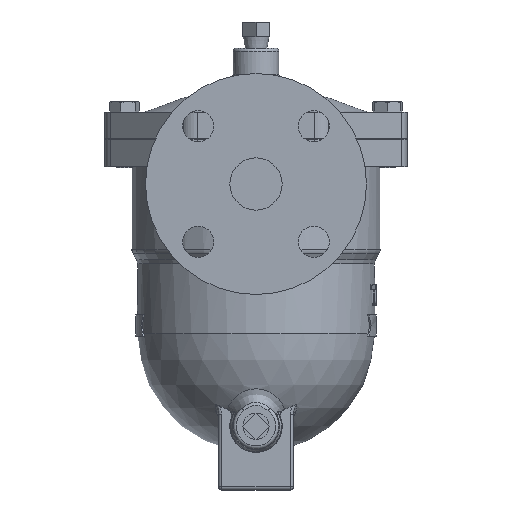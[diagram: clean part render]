
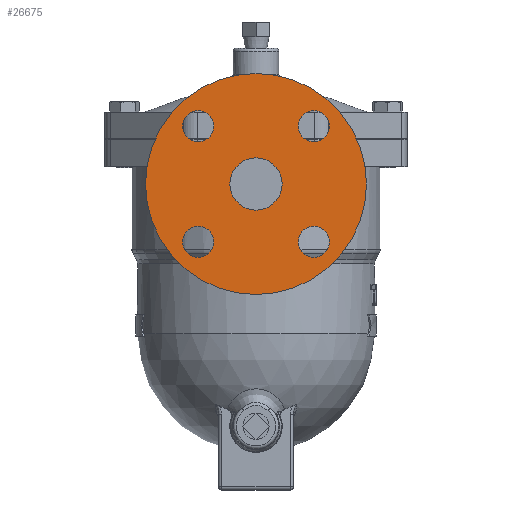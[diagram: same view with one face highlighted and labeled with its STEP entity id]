
A CAD part, left-side view. The second image highlights one B-rep face of the part: STEP entity #26675.
In plain terms, the highlighted planar face has unit normal (-1, 0, 0).
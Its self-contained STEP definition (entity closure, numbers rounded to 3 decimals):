
#25165=CARTESIAN_POINT('',(-130.0,0.,-43.5));
#25166=VERTEX_POINT('',#25165);
#25167=CARTESIAN_POINT('',(-130.0,0.0,-27.5));
#25168=DIRECTION('',(1.0,0.0,0.0));
#25169=DIRECTION('',(0.0,0.0,1.0));
#25170=AXIS2_PLACEMENT_3D('',#25167,#25168,#25169);
#25171=CIRCLE('',#25170,16.0);
#25172=EDGE_CURVE('',#25166,#25166,#25171,.T.);
#25194=CARTESIAN_POINT('',(-130.0,-25.855,7.855));
#25195=VERTEX_POINT('',#25194);
#25196=CARTESIAN_POINT('',(-130.0,-35.355,7.855));
#25197=DIRECTION('',(1.0,0.0,0.0));
#25198=DIRECTION('',(0.0,1.0,0.0));
#25199=AXIS2_PLACEMENT_3D('',#25196,#25197,#25198);
#25200=CIRCLE('',#25199,9.5);
#25201=EDGE_CURVE('',#25195,#25195,#25200,.T.);
#25214=CARTESIAN_POINT('',(-130.,-35.355,-53.355));
#25215=VERTEX_POINT('',#25214);
#25216=CARTESIAN_POINT('',(-130.0,-35.355,-62.855));
#25217=DIRECTION('',(1.0,0.0,0.0));
#25218=DIRECTION('',(0.0,0.0,1.0));
#25219=AXIS2_PLACEMENT_3D('',#25216,#25217,#25218);
#25220=CIRCLE('',#25219,9.5);
#25221=EDGE_CURVE('',#25215,#25215,#25220,.T.);
#25234=CARTESIAN_POINT('',(-130.,25.855,-62.855));
#25235=VERTEX_POINT('',#25234);
#25236=CARTESIAN_POINT('',(-130.0,35.355,-62.855));
#25237=DIRECTION('',(1.0,0.0,0.0));
#25238=DIRECTION('',(0.0,-1.0,0.0));
#25239=AXIS2_PLACEMENT_3D('',#25236,#25237,#25238);
#25240=CIRCLE('',#25239,9.5);
#25241=EDGE_CURVE('',#25235,#25235,#25240,.T.);
#25254=CARTESIAN_POINT('',(-130.0,35.355,-1.645));
#25255=VERTEX_POINT('',#25254);
#25256=CARTESIAN_POINT('',(-130.0,35.355,7.855));
#25257=DIRECTION('',(1.0,0.0,0.0));
#25258=DIRECTION('',(0.0,0.0,-1.0));
#25259=AXIS2_PLACEMENT_3D('',#25256,#25257,#25258);
#25260=CIRCLE('',#25259,9.5);
#25261=EDGE_CURVE('',#25255,#25255,#25260,.T.);
#25333=CARTESIAN_POINT('',(-130.0,0.,-95.0));
#25334=VERTEX_POINT('',#25333);
#25335=CARTESIAN_POINT('',(-130.0,0.0,-27.5));
#25336=DIRECTION('',(-1.0,0.0,0.0));
#25337=DIRECTION('',(0.0,0.0,1.0));
#25338=AXIS2_PLACEMENT_3D('',#25335,#25336,#25337);
#25339=CIRCLE('',#25338,67.5);
#25340=EDGE_CURVE('',#25334,#25334,#25339,.T.);
#26652=CARTESIAN_POINT('',(-130.0,0.0,-13.25));
#26653=DIRECTION('',(-1.0,0.0,0.0));
#26654=DIRECTION('',(0.0,0.0,1.0));
#26655=AXIS2_PLACEMENT_3D('',#26652,#26653,#26654);
#26656=PLANE('',#26655);
#26657=ORIENTED_EDGE('',*,*,#25340,.T.);
#26658=EDGE_LOOP('',(#26657));
#26659=FACE_OUTER_BOUND('',#26658,.T.);
#26660=ORIENTED_EDGE('',*,*,#25172,.T.);
#26661=EDGE_LOOP('',(#26660));
#26662=FACE_BOUND('',#26661,.T.);
#26663=ORIENTED_EDGE('',*,*,#25201,.T.);
#26664=EDGE_LOOP('',(#26663));
#26665=FACE_BOUND('',#26664,.T.);
#26666=ORIENTED_EDGE('',*,*,#25221,.T.);
#26667=EDGE_LOOP('',(#26666));
#26668=FACE_BOUND('',#26667,.T.);
#26669=ORIENTED_EDGE('',*,*,#25241,.T.);
#26670=EDGE_LOOP('',(#26669));
#26671=FACE_BOUND('',#26670,.T.);
#26672=ORIENTED_EDGE('',*,*,#25261,.T.);
#26673=EDGE_LOOP('',(#26672));
#26674=FACE_BOUND('',#26673,.T.);
#26675=ADVANCED_FACE('',(#26659,#26662,#26665,#26668,#26671,#26674),#26656,.T.);
